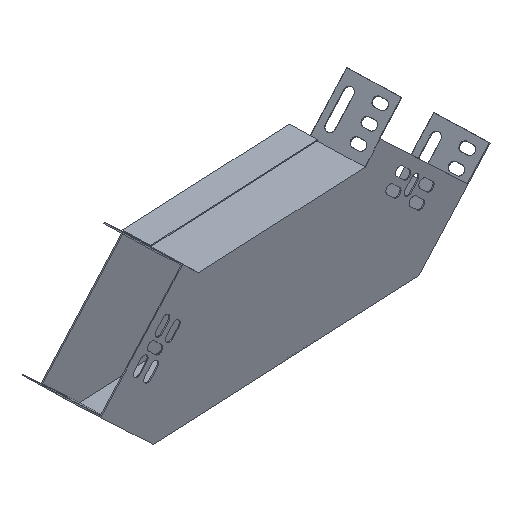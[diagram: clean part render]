
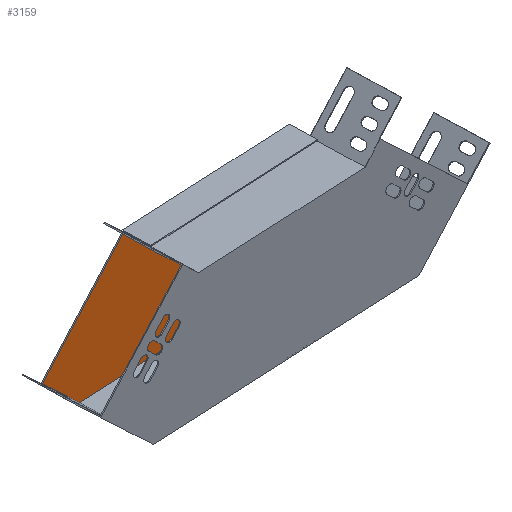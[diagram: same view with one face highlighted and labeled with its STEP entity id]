
A CAD part, isometric view. The second image highlights one B-rep face of the part: STEP entity #3159.
In plain terms, the highlighted planar face has unit normal (0.022, -1, 0.006).
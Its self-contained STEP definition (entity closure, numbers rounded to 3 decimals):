
#20 = VERTEX_POINT ( 'NONE', #2395 ) ;
#92 = LINE ( 'NONE', #5048, #3518 ) ;
#108 = DIRECTION ( 'NONE',  ( 0.022, -1., 0.006 ) ) ;
#200 = VECTOR ( 'NONE', #3236, 1000. ) ;
#202 = LINE ( 'NONE', #3439, #4449 ) ;
#219 = LINE ( 'NONE', #1937, #1020 ) ;
#248 = VERTEX_POINT ( 'NONE', #772 ) ;
#270 = LINE ( 'NONE', #2185, #4162 ) ;
#294 = CARTESIAN_POINT ( 'NONE',  ( -303.612, 52.442, 74.149 ) ) ;
#471 = VECTOR ( 'NONE', #870, 1000. ) ;
#484 = ORIENTED_EDGE ( 'NONE', *, *, #651, .F. ) ;
#521 = CARTESIAN_POINT ( 'NONE',  ( -48.571, 57.852, 51.452 ) ) ;
#543 = CARTESIAN_POINT ( 'NONE',  ( -234.204, 54.428, 148.468 ) ) ;
#651 = EDGE_CURVE ( 'NONE', #5034, #1498, #5087, .T. ) ;
#709 = CARTESIAN_POINT ( 'NONE',  ( -48.571, 57.852, 51.452 ) ) ;
#772 = CARTESIAN_POINT ( 'NONE',  ( -234.204, 54.428, 148.468 ) ) ;
#820 = EDGE_CURVE ( 'NONE', #1322, #1248, #270, .T. ) ;
#854 = VECTOR ( 'NONE', #3057, 1000. ) ;
#870 = DIRECTION ( 'NONE',  ( 0.687, 0.02, 0.726 ) ) ;
#889 = EDGE_CURVE ( 'NONE', #20, #1322, #219, .T. ) ;
#932 = CARTESIAN_POINT ( 'NONE',  ( -234.191, 54.425, 147.969 ) ) ;
#1020 = VECTOR ( 'NONE', #1864, 1000. ) ;
#1075 = ORIENTED_EDGE ( 'NONE', *, *, #1190, .F. ) ;
#1108 = VECTOR ( 'NONE', #3865, 1000. ) ;
#1190 = EDGE_CURVE ( 'NONE', #4713, #4823, #1664, .T. ) ;
#1248 = VERTEX_POINT ( 'NONE', #709 ) ;
#1254 = LINE ( 'NONE', #521, #1376 ) ;
#1322 = VERTEX_POINT ( 'NONE', #4282 ) ;
#1325 = EDGE_CURVE ( 'NONE', #1498, #20, #92, .T. ) ;
#1339 = CARTESIAN_POINT ( 'NONE',  ( -273.244, 52.92, 45.377 ) ) ;
#1376 = VECTOR ( 'NONE', #3452, 1000. ) ;
#1380 = EDGE_LOOP ( 'NONE', ( #1075, #1617, #2698, #3433, #3743, #4420, #4675, #484, #2237, #4101 ) ) ;
#1498 = VERTEX_POINT ( 'NONE', #1810 ) ;
#1617 = ORIENTED_EDGE ( 'NONE', *, *, #3088, .F. ) ;
#1664 = LINE ( 'NONE', #932, #471 ) ;
#1810 = CARTESIAN_POINT ( 'NONE',  ( -93.138, 57.521, 151.783 ) ) ;
#1820 = VECTOR ( 'NONE', #2391, 1000. ) ;
#1864 = DIRECTION ( 'NONE',  ( 0.027, -0.006, -1. ) ) ;
#1912 = EDGE_CURVE ( 'NONE', #248, #4823, #202, .T. ) ;
#1929 = EDGE_CURVE ( 'NONE', #2030, #1248, #1254, .T. ) ;
#1936 = EDGE_CURVE ( 'NONE', #5034, #248, #3402, .T. ) ;
#1937 = CARTESIAN_POINT ( 'NONE',  ( -19.824, 58.675, 82.322 ) ) ;
#2010 = FACE_OUTER_BOUND ( 'NONE', #1380, .T. ) ;
#2030 = VERTEX_POINT ( 'NONE', #1339 ) ;
#2159 = AXIS2_PLACEMENT_3D ( 'NONE', #4225, #108, #2991 ) ;
#2185 = CARTESIAN_POINT ( 'NONE',  ( -19.81, 58.672, 81.823 ) ) ;
#2212 = DIRECTION ( 'NONE',  ( -0.687, -0.02, -0.726 ) ) ;
#2237 = ORIENTED_EDGE ( 'NONE', *, *, #1936, .T. ) ;
#2391 = DIRECTION ( 'NONE',  ( -0.027, 0.006, 1. ) ) ;
#2395 = CARTESIAN_POINT ( 'NONE',  ( -19.824, 58.675, 82.322 ) ) ;
#2585 = CARTESIAN_POINT ( 'NONE',  ( -303.626, 52.445, 74.648 ) ) ;
#2698 = ORIENTED_EDGE ( 'NONE', *, *, #2936, .T. ) ;
#2759 = VERTEX_POINT ( 'NONE', #3163 ) ;
#2936 = EDGE_CURVE ( 'NONE', #2759, #2030, #4075, .T. ) ;
#2991 = DIRECTION ( 'NONE',  ( 0.027, -0.006, -1. ) ) ;
#3023 = DIRECTION ( 'NONE',  ( 0.027, -0.006, -1. ) ) ;
#3057 = DIRECTION ( 'NONE',  ( 0.027, -0.006, -1. ) ) ;
#3088 = EDGE_CURVE ( 'NONE', #2759, #4713, #4999, .T. ) ;
#3099 = CARTESIAN_POINT ( 'NONE',  ( -93.151, 57.524, 152.282 ) ) ;
#3139 = CARTESIAN_POINT ( 'NONE',  ( -93.151, 57.524, 152.282 ) ) ;
#3159 = ADVANCED_FACE ( 'NONE', ( #2010 ), #5017, .T. ) ;
#3163 = CARTESIAN_POINT ( 'NONE',  ( -303.612, 52.442, 74.149 ) ) ;
#3236 = DIRECTION ( 'NONE',  ( 0.726, 0.011, -0.688 ) ) ;
#3402 = LINE ( 'NONE', #543, #1108 ) ;
#3433 = ORIENTED_EDGE ( 'NONE', *, *, #1929, .T. ) ;
#3439 = CARTESIAN_POINT ( 'NONE',  ( -234.204, 54.428, 148.468 ) ) ;
#3452 = DIRECTION ( 'NONE',  ( 0.999, 0.022, 0.027 ) ) ;
#3518 = VECTOR ( 'NONE', #4252, 1000. ) ;
#3743 = ORIENTED_EDGE ( 'NONE', *, *, #820, .F. ) ;
#3865 = DIRECTION ( 'NONE',  ( -0.999, -0.022, -0.027 ) ) ;
#4075 = LINE ( 'NONE', #294, #200 ) ;
#4101 = ORIENTED_EDGE ( 'NONE', *, *, #1912, .T. ) ;
#4162 = VECTOR ( 'NONE', #2212, 1000. ) ;
#4225 = CARTESIAN_POINT ( 'NONE',  ( -19.824, 58.675, 82.322 ) ) ;
#4252 = DIRECTION ( 'NONE',  ( 0.726, 0.011, -0.688 ) ) ;
#4282 = CARTESIAN_POINT ( 'NONE',  ( -19.81, 58.672, 81.823 ) ) ;
#4420 = ORIENTED_EDGE ( 'NONE', *, *, #889, .F. ) ;
#4449 = VECTOR ( 'NONE', #3023, 1000. ) ;
#4675 = ORIENTED_EDGE ( 'NONE', *, *, #1325, .F. ) ;
#4713 = VERTEX_POINT ( 'NONE', #2585 ) ;
#4823 = VERTEX_POINT ( 'NONE', #5006 ) ;
#4899 = CARTESIAN_POINT ( 'NONE',  ( -303.612, 52.442, 74.149 ) ) ;
#4999 = LINE ( 'NONE', #4899, #1820 ) ;
#5006 = CARTESIAN_POINT ( 'NONE',  ( -234.191, 54.425, 147.969 ) ) ;
#5017 = PLANE ( 'NONE',  #2159 ) ;
#5034 = VERTEX_POINT ( 'NONE', #3139 ) ;
#5048 = CARTESIAN_POINT ( 'NONE',  ( -93.138, 57.521, 151.783 ) ) ;
#5087 = LINE ( 'NONE', #3099, #854 ) ;
